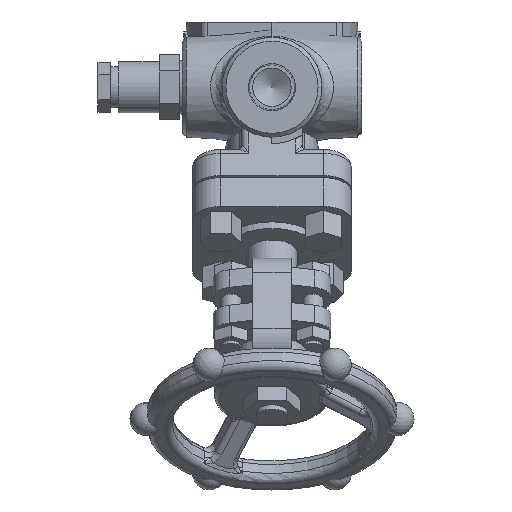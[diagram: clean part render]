
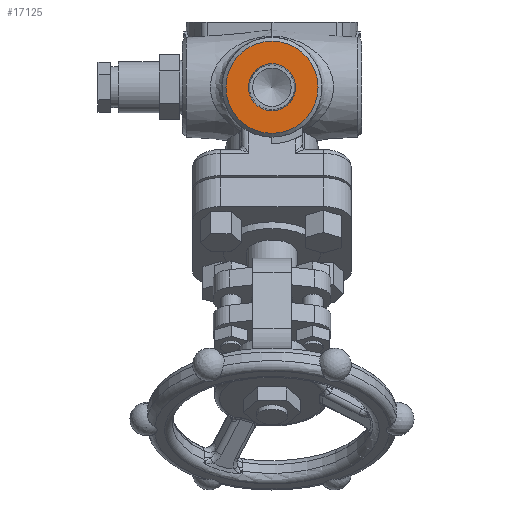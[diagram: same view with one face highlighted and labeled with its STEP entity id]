
A CAD part, left-side view. The second image highlights one B-rep face of the part: STEP entity #17125.
In plain terms, the highlighted planar face has unit normal (-1, 0, 0).
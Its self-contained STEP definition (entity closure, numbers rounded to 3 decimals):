
#568=FACE_BOUND('',#3716,.T.);
#2514=FACE_OUTER_BOUND('',#3715,.T.);
#3715=EDGE_LOOP('',(#15695));
#3716=EDGE_LOOP('',(#15696));
#3797=CIRCLE('',#17216,9.203);
#4279=CIRCLE('',#18290,18.);
#6744=VERTEX_POINT('',#23675);
#7850=VERTEX_POINT('',#33070);
#8405=EDGE_CURVE('',#6744,#6744,#3797,.T.);
#10123=EDGE_CURVE('',#7850,#7850,#4279,.T.);
#15695=ORIENTED_EDGE('',*,*,#10123,.T.);
#15696=ORIENTED_EDGE('',*,*,#8405,.T.);
#16138=PLANE('',#18735);
#17125=ADVANCED_FACE('',(#2514,#568),#16138,.T.);
#17216=AXIS2_PLACEMENT_3D('',#23676,#18932,#18933);
#18290=AXIS2_PLACEMENT_3D('',#33071,#21872,#21873);
#18735=AXIS2_PLACEMENT_3D('',#38893,#23006,#23007);
#18932=DIRECTION('center_axis',(1.,0.,0.));
#18933=DIRECTION('ref_axis',(0.,0.,-1.));
#21872=DIRECTION('center_axis',(-1.,0.,0.));
#21873=DIRECTION('ref_axis',(0.,-1.,0.));
#23006=DIRECTION('center_axis',(-1.,0.,0.));
#23007=DIRECTION('ref_axis',(0.,0.,1.));
#23675=CARTESIAN_POINT('',(-80.,0.,-9.203));
#23676=CARTESIAN_POINT('Origin',(-80.,0.,0.));
#33070=CARTESIAN_POINT('',(-80.,18.,0.));
#33071=CARTESIAN_POINT('Origin',(-80.,0.,0.));
#38893=CARTESIAN_POINT('Origin',(-80.,-9.,0.));
